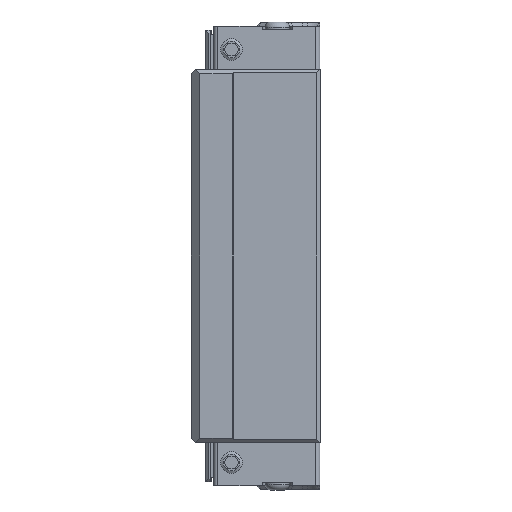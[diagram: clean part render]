
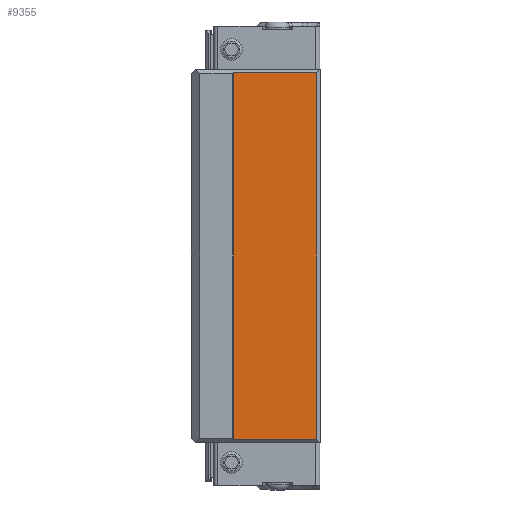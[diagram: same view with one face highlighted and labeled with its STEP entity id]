
A CAD part, left-side view. The second image highlights one B-rep face of the part: STEP entity #9355.
In plain terms, the highlighted planar face has unit normal (-1, 0, 0).
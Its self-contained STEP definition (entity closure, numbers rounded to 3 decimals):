
#637=PLANE('',#10198);
#1133=FACE_OUTER_BOUND('',#1659,.T.);
#1659=EDGE_LOOP('',(#8821,#8822,#8823,#8824));
#2622=LINE('',#15447,#3624);
#2627=LINE('',#15458,#3629);
#2634=LINE('',#15469,#3636);
#2662=LINE('',#15527,#3664);
#3624=VECTOR('',#12737,10.);
#3629=VECTOR('',#12744,10.);
#3636=VECTOR('',#12757,10.);
#3664=VECTOR('',#12841,10.);
#4841=VERTEX_POINT('',#15444);
#4842=VERTEX_POINT('',#15446);
#4845=VERTEX_POINT('',#15454);
#4847=VERTEX_POINT('',#15457);
#6136=EDGE_CURVE('',#4842,#4841,#2622,.T.);
#6141=EDGE_CURVE('',#4847,#4845,#2627,.T.);
#6148=EDGE_CURVE('',#4841,#4847,#2634,.T.);
#6176=EDGE_CURVE('',#4842,#4845,#2662,.T.);
#8821=ORIENTED_EDGE('',*,*,#6136,.T.);
#8822=ORIENTED_EDGE('',*,*,#6148,.T.);
#8823=ORIENTED_EDGE('',*,*,#6141,.T.);
#8824=ORIENTED_EDGE('',*,*,#6176,.F.);
#9355=ADVANCED_FACE('',(#1133),#637,.T.);
#10198=AXIS2_PLACEMENT_3D('',#15526,#12839,#12840);
#12737=DIRECTION('',(0.,-1.,0.));
#12744=DIRECTION('',(0.,1.,0.));
#12757=DIRECTION('',(0.,0.,1.));
#12839=DIRECTION('center_axis',(-1.,0.,0.));
#12840=DIRECTION('ref_axis',(0.,-1.,0.));
#12841=DIRECTION('',(0.,0.,1.));
#15444=CARTESIAN_POINT('',(-23.8,-19.,-42.65));
#15446=CARTESIAN_POINT('',(-23.8,0.4,-42.65));
#15447=CARTESIAN_POINT('',(-23.8,0.2,-42.65));
#15454=CARTESIAN_POINT('',(-23.8,0.4,42.65));
#15457=CARTESIAN_POINT('',(-23.8,-19.,42.65));
#15458=CARTESIAN_POINT('',(-23.8,0.2,42.65));
#15469=CARTESIAN_POINT('',(-23.8,-19.,0.));
#15526=CARTESIAN_POINT('Origin',(-23.8,0.4,0.));
#15527=CARTESIAN_POINT('',(-23.8,0.4,0.));
